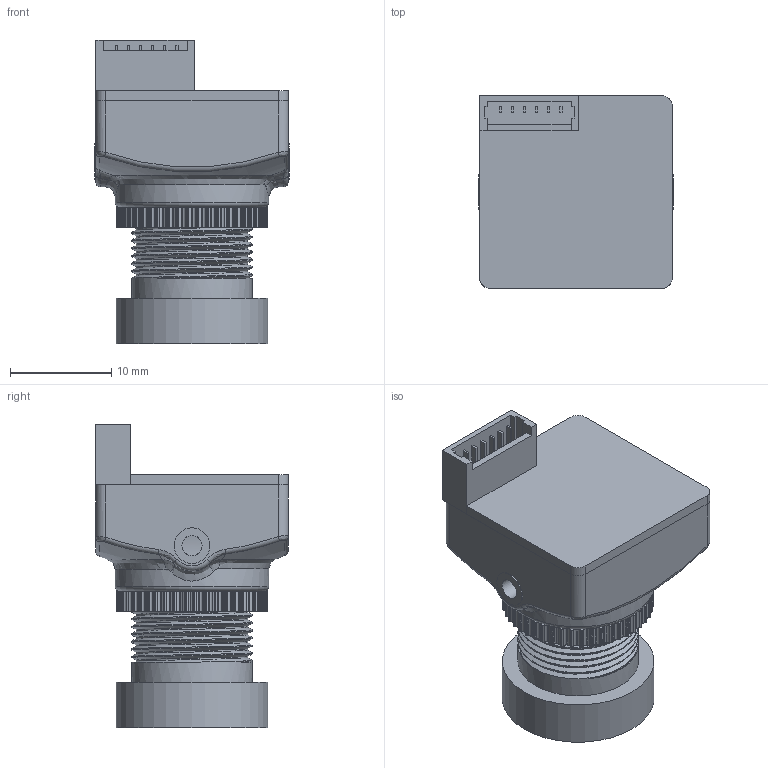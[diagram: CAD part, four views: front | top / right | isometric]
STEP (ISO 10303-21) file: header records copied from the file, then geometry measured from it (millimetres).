
FILE_DESCRIPTION(/* description */ (''),/* implementation_level */ '2;1');
FILE_NAME(/* name */ 'RUNCAM NE3.step',/* time_stamp */ '2023-02-08T14:29:20+01:00',/* author */ (''),/* organization */ (''),/* preprocessor_version */ 'ST-DEVELOPER v19',/* originating_system */ 'Autodesk Translation Framework v11.7.0.108',/* authorisation */ '');
FILE_SCHEMA (('AUTOMOTIVE_DESIGN { 1 0 10303 214 3 1 1 }'));
Length unit declared in the file: millimetre
Products named in the file (1): RUNCAM NE3
Bounding box: 19.2 x 19 x 30 mm (x, y, z)
Volume: 5320 mm3; surface area: 3794.6 mm2
Topology: 10 solids, 10 shells, 529 faces, 1484 edges, 981 vertices
Faces by surface type: cylinder 323, plane 172, bspline 22, torus 9, sphere 2, cone 1
Full cylindrical faces by diameter (mm): 2 x2, 3.5 x2, 11.044 x9, 11.908 x9, 12.728 x1, 15 x1, 15.2 x1
Entity records: 20164 total; most frequent: CARTESIAN_POINT 6054, DIRECTION 3048, ORIENTED_EDGE 2968, EDGE_CURVE 1484, AXIS2_PLACEMENT_3D 1148, VERTEX_POINT 981, LINE 752, VECTOR 752
